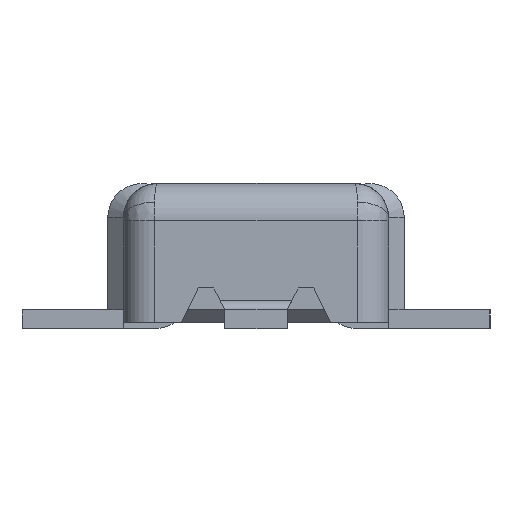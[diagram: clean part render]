
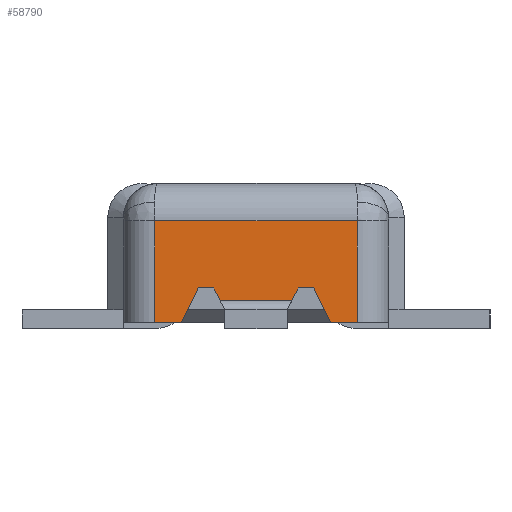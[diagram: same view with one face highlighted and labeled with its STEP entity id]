
A CAD part, left-side view. The second image highlights one B-rep face of the part: STEP entity #58790.
In plain terms, the highlighted face is planar.
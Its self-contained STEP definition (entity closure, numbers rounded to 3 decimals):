
#60=CARTESIAN_POINT('',(-156.535,-0.37,
8.449));
#70=DIRECTION('',(0.,-1.,0.));
#80=VECTOR('',#70,1.);
#90=LINE('',#60,#80);
#100=CARTESIAN_POINT('',(-156.535,-0.37,
8.449));
#110=VERTEX_POINT('',#100);
#120=CARTESIAN_POINT('',(-156.535,-0.695,
8.449));
#130=VERTEX_POINT('',#120);
#140=EDGE_CURVE('',#110,#130,#90,.T.);
#630=CARTESIAN_POINT('',(-155.885,-0.695,
8.449));
#640=VERTEX_POINT('',#630);
#670=CARTESIAN_POINT('',(-155.885,-0.37,
8.449));
#680=DIRECTION('',(0.,-1.,0.));
#690=VECTOR('',#680,1.);
#700=LINE('',#670,#690);
#710=CARTESIAN_POINT('',(-155.885,-0.37,
8.449));
#720=VERTEX_POINT('',#710);
#730=EDGE_CURVE('',#720,#640,#700,.T.);
#8120=CARTESIAN_POINT('',(-155.783,0.,8.449));
#8130=DIRECTION('',(0.447,0.894,-0.));
#8140=VECTOR('',#8130,1.);
#8150=LINE('',#8120,#8140);
#8160=CARTESIAN_POINT('',(-156.095,-0.625,
8.449));
#8170=VERTEX_POINT('',#8160);
#8180=CARTESIAN_POINT('',(-156.075,-0.585,
8.449));
#8190=VERTEX_POINT('',#8180);
#8200=EDGE_CURVE('',#8170,#8190,#8150,.T.);
#18240=CARTESIAN_POINT('',(-156.025,-0.585,
8.449));
#18250=VERTEX_POINT('',#18240);
#18280=CARTESIAN_POINT('',(-156.318,0.,8.449));
#18290=DIRECTION('',(-0.447,0.894,0.));
#18300=VECTOR('',#18290,1.);
#18310=LINE('',#18280,#18300);
#18320=CARTESIAN_POINT('',(-155.97,-0.695,
8.449));
#18330=VERTEX_POINT('',#18320);
#18340=EDGE_CURVE('',#18330,#18250,#18310,.T.);
#27760=CARTESIAN_POINT('',(-156.345,-0.585,
8.449));
#27770=VERTEX_POINT('',#27760);
#27920=CARTESIAN_POINT('',(-156.395,-0.585,
8.449));
#27930=VERTEX_POINT('',#27920);
#27960=CARTESIAN_POINT('',(0.,-0.585,8.449));
#27970=DIRECTION('',(1.,-0.,-0.));
#27980=VECTOR('',#27970,1.);
#27990=LINE('',#27960,#27980);
#28000=EDGE_CURVE('',#27930,#27770,#27990,.T.);
#30410=CARTESIAN_POINT('',(-156.095,-0.625,
8.449));
#30420=DIRECTION('',(-1.,0.,0.));
#30430=VECTOR('',#30420,1.);
#30440=LINE('',#30410,#30430);
#30450=CARTESIAN_POINT('',(-156.325,-0.625,
8.449));
#30460=VERTEX_POINT('',#30450);
#30470=EDGE_CURVE('',#8170,#30460,#30440,.T.);
#35000=CARTESIAN_POINT('',(0.,-0.585,8.449));
#35010=DIRECTION('',(-1.,0.,0.));
#35020=VECTOR('',#35010,1.);
#35030=LINE('',#35000,#35020);
#35040=EDGE_CURVE('',#18250,#8190,#35030,.T.);
#38220=CARTESIAN_POINT('',(-156.45,-0.695,
8.449));
#38230=VERTEX_POINT('',#38220);
#38260=CARTESIAN_POINT('',(-156.103,0.,8.449));
#38270=DIRECTION('',(0.447,0.894,-0.));
#38280=VECTOR('',#38270,1.);
#38290=LINE('',#38260,#38280);
#38300=EDGE_CURVE('',#38230,#27930,#38290,.T.);
#58350=CARTESIAN_POINT('',(-156.637,0.,8.449));
#58360=DIRECTION('',(-0.447,0.894,0.));
#58370=VECTOR('',#58360,1.);
#58380=LINE('',#58350,#58370);
#58390=EDGE_CURVE('',#30460,#27770,#58380,.T.);
#58450=CARTESIAN_POINT('',(-155.868,-0.703,
8.449));
#58460=DIRECTION('',(0.,0.,1.));
#58470=DIRECTION('',(1.,0.,-0.));
#58480=AXIS2_PLACEMENT_3D('',#58450,#58460,#58470);
#58490=PLANE('',#58480);
#58500=CARTESIAN_POINT('',(0.,-0.695,8.449));
#58510=DIRECTION('',(1.,0.,0.));
#58520=VECTOR('',#58510,1.);
#58530=LINE('',#58500,#58520);
#58540=EDGE_CURVE('',#130,#38230,#58530,.T.);
#58550=ORIENTED_EDGE('',*,*,#58540,.T.);
#58560=ORIENTED_EDGE('',*,*,#140,.T.);
#58570=CARTESIAN_POINT('',(-156.535,-0.37,
8.449));
#58580=DIRECTION('',(1.,0.,0.));
#58590=VECTOR('',#58580,1.);
#58600=LINE('',#58570,#58590);
#58610=EDGE_CURVE('',#110,#720,#58600,.T.);
#58620=ORIENTED_EDGE('',*,*,#58610,.F.);
#58630=ORIENTED_EDGE('',*,*,#730,.F.);
#58640=CARTESIAN_POINT('',(0.,-0.695,8.449));
#58650=DIRECTION('',(-1.,-0.,-0.));
#58660=VECTOR('',#58650,1.);
#58670=LINE('',#58640,#58660);
#58680=EDGE_CURVE('',#640,#18330,#58670,.T.);
#58690=ORIENTED_EDGE('',*,*,#58680,.F.);
#58700=ORIENTED_EDGE('',*,*,#18340,.F.);
#58710=ORIENTED_EDGE('',*,*,#35040,.F.);
#58720=ORIENTED_EDGE('',*,*,#8200,.T.);
#58730=ORIENTED_EDGE('',*,*,#30470,.F.);
#58740=ORIENTED_EDGE('',*,*,#58390,.F.);
#58750=ORIENTED_EDGE('',*,*,#28000,.T.);
#58760=ORIENTED_EDGE('',*,*,#38300,.T.);
#58770=EDGE_LOOP('',(#58760,#58750,#58740,#58730,#58720,#58710,#58700,
#58690,#58630,#58620,#58560,#58550));
#58780=FACE_OUTER_BOUND('',#58770,.T.);
#58790=ADVANCED_FACE('',(#58780),#58490,.T.);
